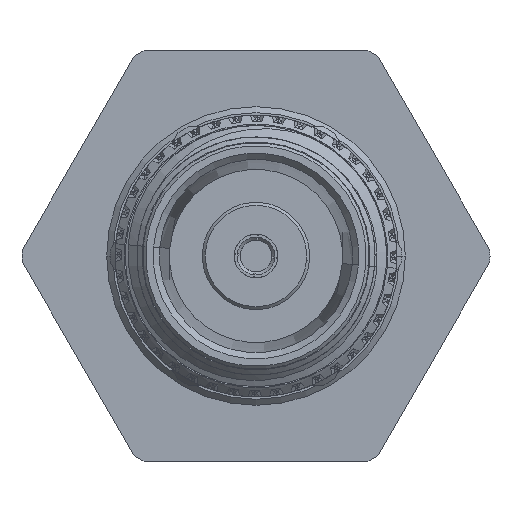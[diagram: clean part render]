
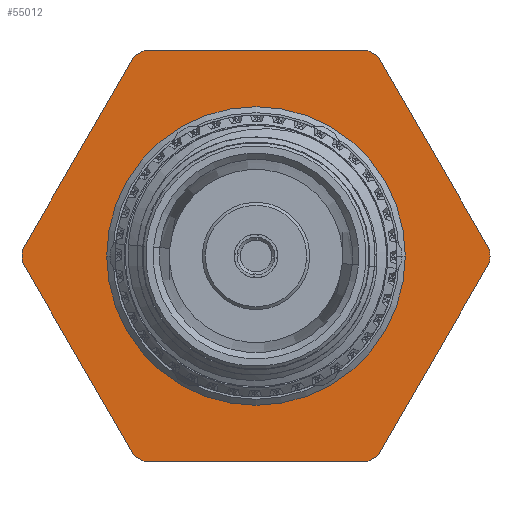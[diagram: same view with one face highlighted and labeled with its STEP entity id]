
A CAD part, left-side view. The second image highlights one B-rep face of the part: STEP entity #55012.
In plain terms, the highlighted face is planar.
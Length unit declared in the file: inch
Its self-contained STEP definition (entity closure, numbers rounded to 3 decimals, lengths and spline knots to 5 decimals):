
#230 = AXIS2_PLACEMENT_3D ( 'NONE', #79849, #28799, #35286 ) ;
#979 = CARTESIAN_POINT ( 'NONE',  ( 0.93213, 0.34449, -0.19889 ) ) ;
#1514 = ORIENTED_EDGE ( 'NONE', *, *, #19530, .T. ) ;
#2120 = VERTEX_POINT ( 'NONE', #75983 ) ;
#2273 = LINE ( 'NONE', #11984, #43495 ) ;
#4932 = CIRCLE ( 'NONE', #25445, 0.25033 ) ;
#5321 = AXIS2_PLACEMENT_3D ( 'NONE', #57274, #38217, #43872 ) ;
#5894 = CARTESIAN_POINT ( 'NONE',  ( 0.93213, 0.34449, -0.18776 ) ) ;
#7044 = VERTEX_POINT ( 'NONE', #26050 ) ;
#7145 = CARTESIAN_POINT ( 'NONE',  ( 0.93213, 0., 0. ) ) ;
#7425 = DIRECTION ( 'NONE',  ( -1., 0., 0. ) ) ;
#8424 = ORIENTED_EDGE ( 'NONE', *, *, #14480, .T. ) ;
#9729 = VECTOR ( 'NONE', #17226, 39.37008 ) ;
#10791 = EDGE_LOOP ( 'NONE', ( #50575, #58595, #63335, #1514, #40597, #54415, #34898, #34533, #79571, #32759, #8424, #64736, #56874 ) ) ;
#11984 = CARTESIAN_POINT ( 'NONE',  ( 0.93213, 0., -0.39778 ) ) ;
#12193 = EDGE_CURVE ( 'NONE', #2120, #79462, #74159, .T. ) ;
#12528 = VERTEX_POINT ( 'NONE', #59294 ) ;
#12801 = VERTEX_POINT ( 'NONE', #71268 ) ;
#13715 = LINE ( 'NONE', #979, #68989 ) ;
#13737 = DIRECTION ( 'NONE',  ( 0., 0., 1. ) ) ;
#14214 = CARTESIAN_POINT ( 'NONE',  ( 0.93213, 0.3396, 0. ) ) ;
#14480 = EDGE_CURVE ( 'NONE', #2120, #82525, #13715, .T. ) ;
#15280 = VERTEX_POINT ( 'NONE', #39607 ) ;
#16532 = CARTESIAN_POINT ( 'NONE',  ( 0.93213, -0.00964, 0.39222 ) ) ;
#16557 = CIRCLE ( 'NONE', #5321, 0.39233 ) ;
#16678 = CARTESIAN_POINT ( 'NONE',  ( 0.93213, 0.33485, 0.20446 ) ) ;
#17226 = DIRECTION ( 'NONE',  ( 0., 0., -1. ) ) ;
#17704 = EDGE_CURVE ( 'NONE', #22372, #15280, #63045, .T. ) ;
#18263 = DIRECTION ( 'NONE',  ( -1., 0., 0. ) ) ;
#18784 = AXIS2_PLACEMENT_3D ( 'NONE', #14214, #53262, #39522 ) ;
#19530 = EDGE_CURVE ( 'NONE', #60828, #46675, #52885, .T. ) ;
#20572 = EDGE_CURVE ( 'NONE', #70188, #82525, #40805, .T. ) ;
#20604 = DIRECTION ( 'NONE',  ( 0., 0., 1. ) ) ;
#21613 = DIRECTION ( 'NONE',  ( 0., -0.866, 0.5 ) ) ;
#22372 = VERTEX_POINT ( 'NONE', #58807 ) ;
#22683 = FACE_OUTER_BOUND ( 'NONE', #10791, .T. ) ;
#25181 = DIRECTION ( 'NONE',  ( 0., 0.866, -0.5 ) ) ;
#25445 = AXIS2_PLACEMENT_3D ( 'NONE', #70208, #18263, #37975 ) ;
#26050 = CARTESIAN_POINT ( 'NONE',  ( 0.93213, 0.34449, 0.18776 ) ) ;
#26393 = CARTESIAN_POINT ( 'NONE',  ( 0.93213, 0., 0. ) ) ;
#27211 = DIRECTION ( 'NONE',  ( -1., 0., 0. ) ) ;
#28799 = DIRECTION ( 'NONE',  ( -1., 0., 0. ) ) ;
#28911 = CARTESIAN_POINT ( 'NONE',  ( 0.93213, 0., 0.39778 ) ) ;
#28913 = EDGE_CURVE ( 'NONE', #34462, #35979, #81848, .T. ) ;
#29066 = AXIS2_PLACEMENT_3D ( 'NONE', #71256, #45764, #13737 ) ;
#29464 = DIRECTION ( 'NONE',  ( 0., -0.866, -0.5 ) ) ;
#30895 = DIRECTION ( 'NONE',  ( -1., 0., 0. ) ) ;
#31213 = EDGE_CURVE ( 'NONE', #12528, #15280, #16557, .T. ) ;
#31264 = EDGE_CURVE ( 'NONE', #60828, #33647, #32605, .T. ) ;
#31638 = CARTESIAN_POINT ( 'NONE',  ( 0.93213, 0.34449, 0.19889 ) ) ;
#32017 = DIRECTION ( 'NONE',  ( 0., 0., 1. ) ) ;
#32169 = DIRECTION ( 'NONE',  ( -1., 0., 0. ) ) ;
#32327 = DIRECTION ( 'NONE',  ( 0., 0., 1. ) ) ;
#32605 = CIRCLE ( 'NONE', #29066, 0.39233 ) ;
#32759 = ORIENTED_EDGE ( 'NONE', *, *, #12193, .F. ) ;
#33647 = VERTEX_POINT ( 'NONE', #42166 ) ;
#34462 = VERTEX_POINT ( 'NONE', #62846 ) ;
#34533 = ORIENTED_EDGE ( 'NONE', *, *, #38049, .T. ) ;
#34775 = FACE_BOUND ( 'NONE', #44888, .T. ) ;
#34898 = ORIENTED_EDGE ( 'NONE', *, *, #31213, .F. ) ;
#35286 = DIRECTION ( 'NONE',  ( 0., 0., 1. ) ) ;
#35979 = VERTEX_POINT ( 'NONE', #40988 ) ;
#36098 = CARTESIAN_POINT ( 'NONE',  ( 0.93213, -0.34449, -0.19889 ) ) ;
#37975 = DIRECTION ( 'NONE',  ( 0., 0., 1. ) ) ;
#38049 = EDGE_CURVE ( 'NONE', #12528, #12801, #2273, .T. ) ;
#38217 = DIRECTION ( 'NONE',  ( -1., 0., 0. ) ) ;
#39522 = DIRECTION ( 'NONE',  ( 0., 0., 1. ) ) ;
#39607 = CARTESIAN_POINT ( 'NONE',  ( 0.93213, -0.34449, -0.18776 ) ) ;
#39723 = AXIS2_PLACEMENT_3D ( 'NONE', #7145, #7425, #20604 ) ;
#40597 = ORIENTED_EDGE ( 'NONE', *, *, #74154, .F. ) ;
#40805 = CIRCLE ( 'NONE', #72667, 0.39233 ) ;
#40988 = CARTESIAN_POINT ( 'NONE',  ( 0.93213, 0., -0.25033 ) ) ;
#42166 = CARTESIAN_POINT ( 'NONE',  ( 0.93213, 0.00964, 0.39222 ) ) ;
#43495 = VECTOR ( 'NONE', #25181, 39.37008 ) ;
#43829 = DIRECTION ( 'NONE',  ( 0., 0., 1. ) ) ;
#43872 = DIRECTION ( 'NONE',  ( 0., 0., 1. ) ) ;
#44822 = CARTESIAN_POINT ( 'NONE',  ( 0.93213, 0., 0. ) ) ;
#44888 = EDGE_LOOP ( 'NONE', ( #53595, #46371 ) ) ;
#45764 = DIRECTION ( 'NONE',  ( -1., 0., 0. ) ) ;
#46371 = ORIENTED_EDGE ( 'NONE', *, *, #49207, .T. ) ;
#46675 = VERTEX_POINT ( 'NONE', #48735 ) ;
#47277 = EDGE_CURVE ( 'NONE', #67349, #7044, #51361, .T. ) ;
#48575 = CARTESIAN_POINT ( 'NONE',  ( 0.93213, -0.34449, 0.19889 ) ) ;
#48735 = CARTESIAN_POINT ( 'NONE',  ( 0.93213, -0.33485, 0.20446 ) ) ;
#49207 = EDGE_CURVE ( 'NONE', #35979, #34462, #4932, .T. ) ;
#50575 = ORIENTED_EDGE ( 'NONE', *, *, #47277, .F. ) ;
#50727 = DIRECTION ( 'NONE',  ( 0., 0., 1. ) ) ;
#50953 = VECTOR ( 'NONE', #50727, 39.37008 ) ;
#51361 = CIRCLE ( 'NONE', #75860, 0.39233 ) ;
#52885 = LINE ( 'NONE', #48575, #75969 ) ;
#53021 = EDGE_CURVE ( 'NONE', #67349, #33647, #63991, .T. ) ;
#53262 = DIRECTION ( 'NONE',  ( -1., 0., 0. ) ) ;
#53595 = ORIENTED_EDGE ( 'NONE', *, *, #28913, .T. ) ;
#54415 = ORIENTED_EDGE ( 'NONE', *, *, #17704, .T. ) ;
#55012 = ADVANCED_FACE ( 'NONE', ( #34775, #22683 ), #71755, .F. ) ;
#56874 = ORIENTED_EDGE ( 'NONE', *, *, #79777, .T. ) ;
#57274 = CARTESIAN_POINT ( 'NONE',  ( 0.93213, 0., 0. ) ) ;
#57490 = AXIS2_PLACEMENT_3D ( 'NONE', #81938, #30895, #43829 ) ;
#58595 = ORIENTED_EDGE ( 'NONE', *, *, #53021, .T. ) ;
#58807 = CARTESIAN_POINT ( 'NONE',  ( 0.93213, -0.34449, 0.18776 ) ) ;
#59294 = CARTESIAN_POINT ( 'NONE',  ( 0.93213, -0.33485, -0.20446 ) ) ;
#60828 = VERTEX_POINT ( 'NONE', #16532 ) ;
#60981 = AXIS2_PLACEMENT_3D ( 'NONE', #83293, #27211, #32017 ) ;
#62846 = CARTESIAN_POINT ( 'NONE',  ( 0.93213, 0., 0.25033 ) ) ;
#63045 = LINE ( 'NONE', #36098, #9729 ) ;
#63335 = ORIENTED_EDGE ( 'NONE', *, *, #31264, .F. ) ;
#63991 = LINE ( 'NONE', #28911, #65991 ) ;
#64736 = ORIENTED_EDGE ( 'NONE', *, *, #20572, .F. ) ;
#65331 = CARTESIAN_POINT ( 'NONE',  ( 0.93213, 0., -0.39233 ) ) ;
#65383 = CARTESIAN_POINT ( 'NONE',  ( 0.93213, 0.33485, -0.20446 ) ) ;
#65848 = DIRECTION ( 'NONE',  ( 0., 0.866, 0.5 ) ) ;
#65991 = VECTOR ( 'NONE', #21613, 39.37008 ) ;
#67349 = VERTEX_POINT ( 'NONE', #16678 ) ;
#67402 = CIRCLE ( 'NONE', #57490, 0.39233 ) ;
#67981 = LINE ( 'NONE', #31638, #50953 ) ;
#68989 = VECTOR ( 'NONE', #65848, 39.37008 ) ;
#70188 = VERTEX_POINT ( 'NONE', #5894 ) ;
#70208 = CARTESIAN_POINT ( 'NONE',  ( 0.93213, 0., 0. ) ) ;
#70733 = DIRECTION ( 'NONE',  ( -1., 0., 0. ) ) ;
#71256 = CARTESIAN_POINT ( 'NONE',  ( 0.93213, 0., 0. ) ) ;
#71268 = CARTESIAN_POINT ( 'NONE',  ( 0.93213, -0.00964, -0.39222 ) ) ;
#71755 = PLANE ( 'NONE',  #18784 ) ;
#72667 = AXIS2_PLACEMENT_3D ( 'NONE', #44822, #32169, #76755 ) ;
#74154 = EDGE_CURVE ( 'NONE', #22372, #46675, #67402, .T. ) ;
#74159 = CIRCLE ( 'NONE', #230, 0.39233 ) ;
#75860 = AXIS2_PLACEMENT_3D ( 'NONE', #26393, #70733, #32327 ) ;
#75969 = VECTOR ( 'NONE', #29464, 39.37008 ) ;
#75983 = CARTESIAN_POINT ( 'NONE',  ( 0.93213, 0.00964, -0.39222 ) ) ;
#76755 = DIRECTION ( 'NONE',  ( 0., 0., 1. ) ) ;
#78659 = EDGE_CURVE ( 'NONE', #79462, #12801, #81059, .T. ) ;
#79462 = VERTEX_POINT ( 'NONE', #65331 ) ;
#79571 = ORIENTED_EDGE ( 'NONE', *, *, #78659, .F. ) ;
#79777 = EDGE_CURVE ( 'NONE', #70188, #7044, #67981, .T. ) ;
#79849 = CARTESIAN_POINT ( 'NONE',  ( 0.93213, 0., 0. ) ) ;
#81059 = CIRCLE ( 'NONE', #39723, 0.39233 ) ;
#81848 = CIRCLE ( 'NONE', #60981, 0.25033 ) ;
#81938 = CARTESIAN_POINT ( 'NONE',  ( 0.93213, 0., 0. ) ) ;
#82525 = VERTEX_POINT ( 'NONE', #65383 ) ;
#83293 = CARTESIAN_POINT ( 'NONE',  ( 0.93213, 0., 0. ) ) ;
